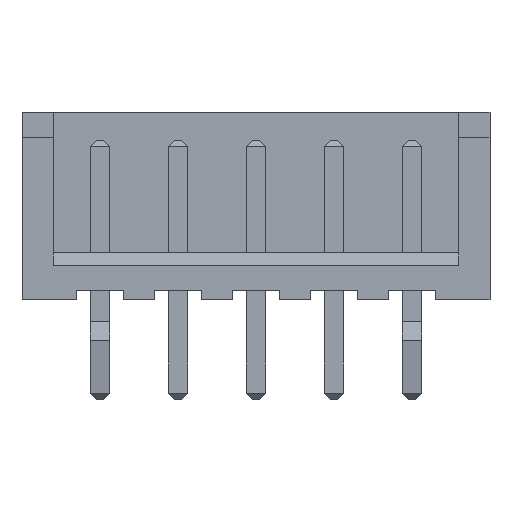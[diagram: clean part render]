
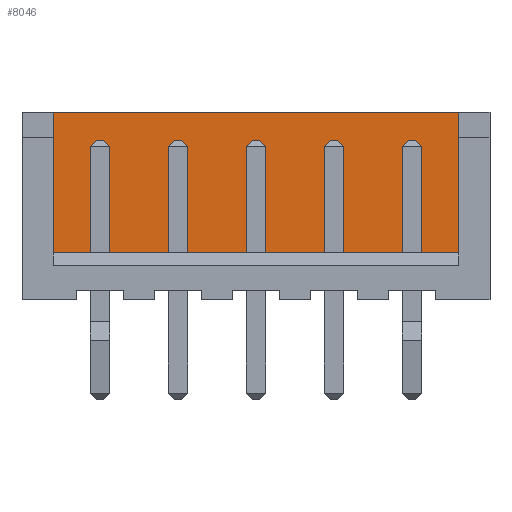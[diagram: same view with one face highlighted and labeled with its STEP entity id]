
A CAD part, front view. The second image highlights one B-rep face of the part: STEP entity #8046.
In plain terms, the highlighted planar face has unit normal (0, -1, 0).
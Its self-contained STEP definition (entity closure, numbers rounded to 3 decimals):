
#3078 = PLANE('',#3079);
#3079 = AXIS2_PLACEMENT_3D('',#3080,#3081,#3082);
#3080 = CARTESIAN_POINT('',(11.5,-0.6,1.5));
#3081 = DIRECTION('',(0.,0.,-1.));
#3082 = DIRECTION('',(-1.,0.,0.));
#3134 = PLANE('',#3135);
#3135 = AXIS2_PLACEMENT_3D('',#3136,#3137,#3138);
#3136 = CARTESIAN_POINT('',(-2.5,-2.2,6.));
#3137 = DIRECTION('',(0.,0.,-1.));
#3138 = DIRECTION('',(-1.,0.,0.));
#5466 = VERTEX_POINT('',#5467);
#5467 = CARTESIAN_POINT('',(12.05,1.15,6.));
#5481 = PLANE('',#5482);
#5482 = AXIS2_PLACEMENT_3D('',#5483,#5484,#5485);
#5483 = CARTESIAN_POINT('',(12.05,0.65,6.));
#5484 = DIRECTION('',(1.,0.,0.));
#5485 = DIRECTION('',(0.,1.,0.));
#5493 = EDGE_CURVE('',#5466,#5494,#5496,.T.);
#5494 = VERTEX_POINT('',#5495);
#5495 = CARTESIAN_POINT('',(-2.05,1.15,6.));
#5496 = SURFACE_CURVE('',#5497,(#5501,#5508),.PCURVE_S1.);
#5497 = LINE('',#5498,#5499);
#5498 = CARTESIAN_POINT('',(12.05,1.15,6.));
#5499 = VECTOR('',#5500,1.);
#5500 = DIRECTION('',(-1.,0.,0.));
#5501 = PCURVE('',#3134,#5502);
#5502 = DEFINITIONAL_REPRESENTATION('',(#5503),#5507);
#5503 = LINE('',#5504,#5505);
#5504 = CARTESIAN_POINT('',(-14.55,3.35));
#5505 = VECTOR('',#5506,1.);
#5506 = DIRECTION('',(1.,0.));
#5507 = ( GEOMETRIC_REPRESENTATION_CONTEXT(2)
PARAMETRIC_REPRESENTATION_CONTEXT() REPRESENTATION_CONTEXT('2D SPACE',''
) );
#5508 = PCURVE('',#5509,#5514);
#5509 = PLANE('',#5510);
#5510 = AXIS2_PLACEMENT_3D('',#5511,#5512,#5513);
#5511 = CARTESIAN_POINT('',(12.05,1.15,6.));
#5512 = DIRECTION('',(0.,1.,0.));
#5513 = DIRECTION('',(-1.,0.,0.));
#5514 = DEFINITIONAL_REPRESENTATION('',(#5515),#5519);
#5515 = LINE('',#5516,#5517);
#5516 = CARTESIAN_POINT('',(0.,0.));
#5517 = VECTOR('',#5518,1.);
#5518 = DIRECTION('',(1.,0.));
#5519 = ( GEOMETRIC_REPRESENTATION_CONTEXT(2)
PARAMETRIC_REPRESENTATION_CONTEXT() REPRESENTATION_CONTEXT('2D SPACE',''
) );
#5537 = PLANE('',#5538);
#5538 = AXIS2_PLACEMENT_3D('',#5539,#5540,#5541);
#5539 = CARTESIAN_POINT('',(-2.05,1.15,6.));
#5540 = DIRECTION('',(-1.,0.,0.));
#5541 = DIRECTION('',(0.,-1.,0.));
#5789 = VERTEX_POINT('',#5790);
#5790 = CARTESIAN_POINT('',(-2.05,1.15,1.5));
#5811 = EDGE_CURVE('',#5812,#5789,#5814,.T.);
#5812 = VERTEX_POINT('',#5813);
#5813 = CARTESIAN_POINT('',(12.05,1.15,1.5));
#5814 = SURFACE_CURVE('',#5815,(#5819,#5826),.PCURVE_S1.);
#5815 = LINE('',#5816,#5817);
#5816 = CARTESIAN_POINT('',(12.05,1.15,1.5));
#5817 = VECTOR('',#5818,1.);
#5818 = DIRECTION('',(-1.,0.,0.));
#5819 = PCURVE('',#3078,#5820);
#5820 = DEFINITIONAL_REPRESENTATION('',(#5821),#5825);
#5821 = LINE('',#5822,#5823);
#5822 = CARTESIAN_POINT('',(-0.55,1.75));
#5823 = VECTOR('',#5824,1.);
#5824 = DIRECTION('',(1.,0.));
#5825 = ( GEOMETRIC_REPRESENTATION_CONTEXT(2)
PARAMETRIC_REPRESENTATION_CONTEXT() REPRESENTATION_CONTEXT('2D SPACE',''
) );
#5826 = PCURVE('',#5509,#5827);
#5827 = DEFINITIONAL_REPRESENTATION('',(#5828),#5832);
#5828 = LINE('',#5829,#5830);
#5829 = CARTESIAN_POINT('',(0.,-4.5));
#5830 = VECTOR('',#5831,1.);
#5831 = DIRECTION('',(1.,0.));
#5832 = ( GEOMETRIC_REPRESENTATION_CONTEXT(2)
PARAMETRIC_REPRESENTATION_CONTEXT() REPRESENTATION_CONTEXT('2D SPACE',''
) );
#8023 = EDGE_CURVE('',#5494,#5789,#8024,.T.);
#8024 = SURFACE_CURVE('',#8025,(#8029,#8036),.PCURVE_S1.);
#8025 = LINE('',#8026,#8027);
#8026 = CARTESIAN_POINT('',(-2.05,1.15,6.));
#8027 = VECTOR('',#8028,1.);
#8028 = DIRECTION('',(0.,0.,-1.));
#8029 = PCURVE('',#5537,#8030);
#8030 = DEFINITIONAL_REPRESENTATION('',(#8031),#8035);
#8031 = LINE('',#8032,#8033);
#8032 = CARTESIAN_POINT('',(0.,0.));
#8033 = VECTOR('',#8034,1.);
#8034 = DIRECTION('',(0.,-1.));
#8035 = ( GEOMETRIC_REPRESENTATION_CONTEXT(2)
PARAMETRIC_REPRESENTATION_CONTEXT() REPRESENTATION_CONTEXT('2D SPACE',''
) );
#8036 = PCURVE('',#5509,#8037);
#8037 = DEFINITIONAL_REPRESENTATION('',(#8038),#8042);
#8038 = LINE('',#8039,#8040);
#8039 = CARTESIAN_POINT('',(14.1,0.));
#8040 = VECTOR('',#8041,1.);
#8041 = DIRECTION('',(0.,-1.));
#8042 = ( GEOMETRIC_REPRESENTATION_CONTEXT(2)
PARAMETRIC_REPRESENTATION_CONTEXT() REPRESENTATION_CONTEXT('2D SPACE',''
) );
#8046 = ADVANCED_FACE('',(#8047),#5509,.F.);
#8047 = FACE_BOUND('',#8048,.F.);
#8048 = EDGE_LOOP('',(#8049,#8070,#8071,#8072));
#8049 = ORIENTED_EDGE('',*,*,#8050,.T.);
#8050 = EDGE_CURVE('',#5466,#5812,#8051,.T.);
#8051 = SURFACE_CURVE('',#8052,(#8056,#8063),.PCURVE_S1.);
#8052 = LINE('',#8053,#8054);
#8053 = CARTESIAN_POINT('',(12.05,1.15,6.));
#8054 = VECTOR('',#8055,1.);
#8055 = DIRECTION('',(0.,0.,-1.));
#8056 = PCURVE('',#5509,#8057);
#8057 = DEFINITIONAL_REPRESENTATION('',(#8058),#8062);
#8058 = LINE('',#8059,#8060);
#8059 = CARTESIAN_POINT('',(0.,0.));
#8060 = VECTOR('',#8061,1.);
#8061 = DIRECTION('',(0.,-1.));
#8062 = ( GEOMETRIC_REPRESENTATION_CONTEXT(2)
PARAMETRIC_REPRESENTATION_CONTEXT() REPRESENTATION_CONTEXT('2D SPACE',''
) );
#8063 = PCURVE('',#5481,#8064);
#8064 = DEFINITIONAL_REPRESENTATION('',(#8065),#8069);
#8065 = LINE('',#8066,#8067);
#8066 = CARTESIAN_POINT('',(0.5,0.));
#8067 = VECTOR('',#8068,1.);
#8068 = DIRECTION('',(0.,-1.));
#8069 = ( GEOMETRIC_REPRESENTATION_CONTEXT(2)
PARAMETRIC_REPRESENTATION_CONTEXT() REPRESENTATION_CONTEXT('2D SPACE',''
) );
#8070 = ORIENTED_EDGE('',*,*,#5811,.T.);
#8071 = ORIENTED_EDGE('',*,*,#8023,.F.);
#8072 = ORIENTED_EDGE('',*,*,#5493,.F.);
